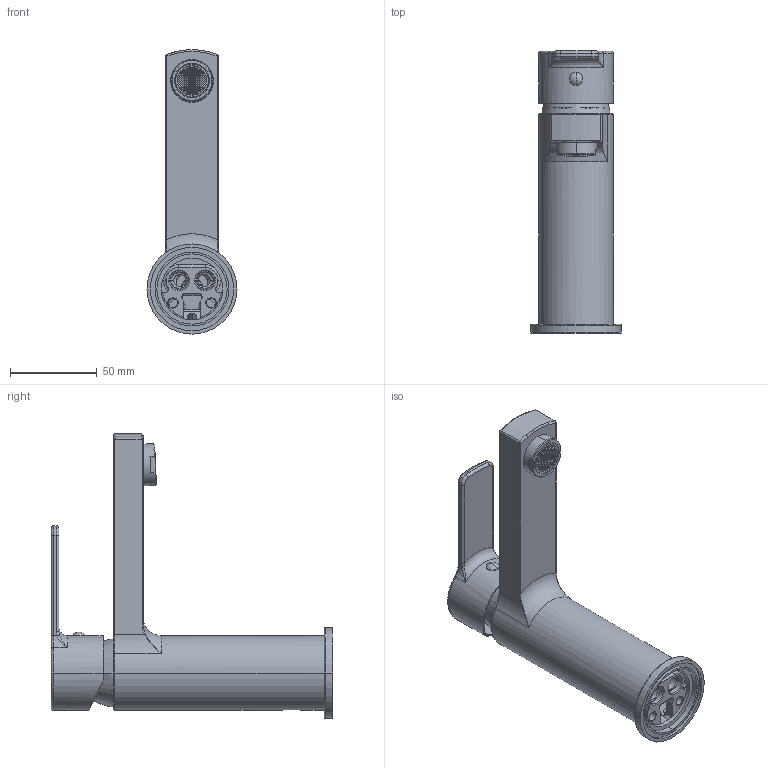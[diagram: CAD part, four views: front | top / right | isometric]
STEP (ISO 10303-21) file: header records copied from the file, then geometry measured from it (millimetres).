
FILE_DESCRIPTION((''),'2;1');
FILE_NAME('WS075CR','2021-04-09T17:13:04',('ut3'),('PAFFONI SpA'),'CREO PARAMETRIC BY PTC INC, 2020044','CREO PARAMETRIC BY PTC INC, 2020044','');
FILE_SCHEMA(('CONFIG_CONTROL_DESIGN','SHAPE_APPEARANCE_LAYERS_GROUPS'));
Length unit declared in the file: millimetre
Products named in the file (1): WS075CR
Bounding box: 52 x 162.55 x 163.9 mm (x, y, z)
Volume: 162950.8 mm3; surface area: 104704.5 mm2
Topology: 2 solids, 2 shells, 3325 faces, 9606 edges, 6244 vertices
Faces by surface type: plane 2379, cylinder 525, cone 171, torus 109, bspline 102, sphere 35, extrusion 4
Entity records: 134148 total; most frequent: CARTESIAN_POINT 30598, ORIENTED_EDGE 19188, DIRECTION 18285, EDGE_CURVE 9594, VECTOR 6277, LINE 6273, VERTEX_POINT 6244, AXIS2_PLACEMENT_3D 6004
